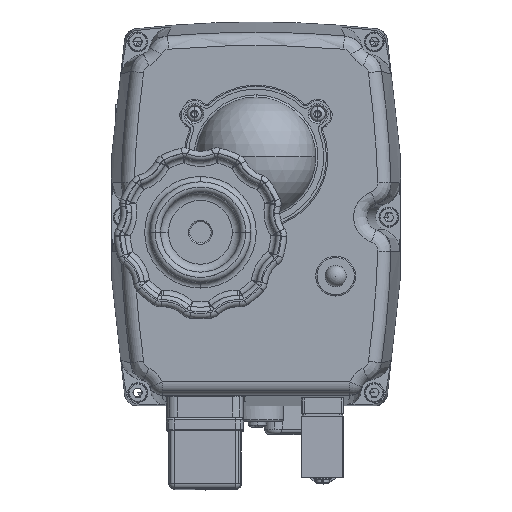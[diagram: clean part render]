
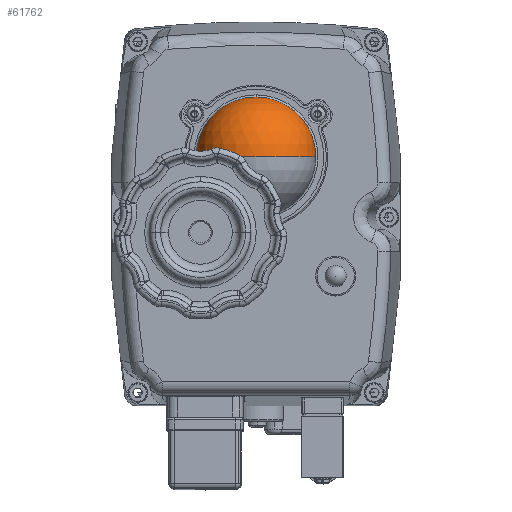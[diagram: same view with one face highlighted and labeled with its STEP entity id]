
A CAD part, top view. The second image highlights one B-rep face of the part: STEP entity #61762.
In plain terms, the highlighted spherical face has radius 22.5 mm.
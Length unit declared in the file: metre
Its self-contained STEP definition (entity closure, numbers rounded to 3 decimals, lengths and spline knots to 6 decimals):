
#3454 = VERTEX_POINT ( 'NONE', #41663 ) ;
#7341 = DIRECTION ( 'NONE',  ( -1., 0., 0. ) ) ;
#9072 = CARTESIAN_POINT ( 'NONE',  ( -0.079375, -0.02799, 0.396869 ) ) ;
#13398 = CIRCLE ( 'NONE', #102369, 0.022487 ) ;
#15620 = CARTESIAN_POINT ( 'NONE',  ( -0.079375, -0.02799, 0.374369 ) ) ;
#17847 = CIRCLE ( 'NONE', #94590, 0.022487 ) ;
#18048 = CARTESIAN_POINT ( 'NONE',  ( -0.079375, -0.02799, 0.374369 ) ) ;
#21335 = CARTESIAN_POINT ( 'NONE',  ( -0.079375, -0.005503, 0.375142 ) ) ;
#25077 = EDGE_LOOP ( 'NONE', ( #80159, #44132, #80274, #96891 ) ) ;
#37388 = EDGE_CURVE ( 'NONE', #53947, #3454, #13398, .T. ) ;
#39158 = CARTESIAN_POINT ( 'NONE',  ( -0.079375, -0.02799, 0.375142 ) ) ;
#41663 = CARTESIAN_POINT ( 'NONE',  ( -0.056888, -0.02799, 0.375142 ) ) ;
#42983 = DIRECTION ( 'NONE',  ( 0., 1., 0. ) ) ;
#44132 = ORIENTED_EDGE ( 'NONE', *, *, #37388, .F. ) ;
#49354 = DIRECTION ( 'NONE',  ( 0., -1., 0. ) ) ;
#53947 = VERTEX_POINT ( 'NONE', #21335 ) ;
#54098 = AXIS2_PLACEMENT_3D ( 'NONE', #65281, #83225, #7341 ) ;
#60159 = EDGE_CURVE ( 'NONE', #3454, #74593, #81614, .T. ) ;
#61762 = ADVANCED_FACE ( 'NONE', ( #98595 ), #73987, .T. ) ;
#61856 = VERTEX_POINT ( 'NONE', #84867 ) ;
#63684 = DIRECTION ( 'NONE',  ( 0., 0., -1. ) ) ;
#64956 = CIRCLE ( 'NONE', #101578, 0.0225 ) ;
#65281 = CARTESIAN_POINT ( 'NONE',  ( -0.079375, -0.02799, 0.374369 ) ) ;
#67646 = AXIS2_PLACEMENT_3D ( 'NONE', #18048, #49354, #74367 ) ;
#73987 = SPHERICAL_SURFACE ( 'NONE', #54098, 0.0225 ) ;
#74092 = DIRECTION ( 'NONE',  ( 0., 0., 1. ) ) ;
#74367 = DIRECTION ( 'NONE',  ( 0., 0., -1. ) ) ;
#74593 = VERTEX_POINT ( 'NONE', #9072 ) ;
#80159 = ORIENTED_EDGE ( 'NONE', *, *, #60159, .F. ) ;
#80274 = ORIENTED_EDGE ( 'NONE', *, *, #97879, .F. ) ;
#81614 = CIRCLE ( 'NONE', #67646, 0.0225 ) ;
#83225 = DIRECTION ( 'NONE',  ( 0., -1., 0. ) ) ;
#84778 = CARTESIAN_POINT ( 'NONE',  ( -0.079375, -0.02799, 0.375142 ) ) ;
#84867 = CARTESIAN_POINT ( 'NONE',  ( -0.101861, -0.02799, 0.375142 ) ) ;
#85880 = DIRECTION ( 'NONE',  ( 1., 0., 0. ) ) ;
#94590 = AXIS2_PLACEMENT_3D ( 'NONE', #84778, #102241, #85880 ) ;
#95356 = DIRECTION ( 'NONE',  ( 1., 0., 0. ) ) ;
#96891 = ORIENTED_EDGE ( 'NONE', *, *, #106513, .T. ) ;
#97879 = EDGE_CURVE ( 'NONE', #61856, #53947, #17847, .T. ) ;
#98595 = FACE_OUTER_BOUND ( 'NONE', #25077, .T. ) ;
#101578 = AXIS2_PLACEMENT_3D ( 'NONE', #15620, #42983, #74092 ) ;
#102241 = DIRECTION ( 'NONE',  ( 0., 0., -1. ) ) ;
#102369 = AXIS2_PLACEMENT_3D ( 'NONE', #39158, #63684, #95356 ) ;
#106513 = EDGE_CURVE ( 'NONE', #61856, #74593, #64956, .T. ) ;
